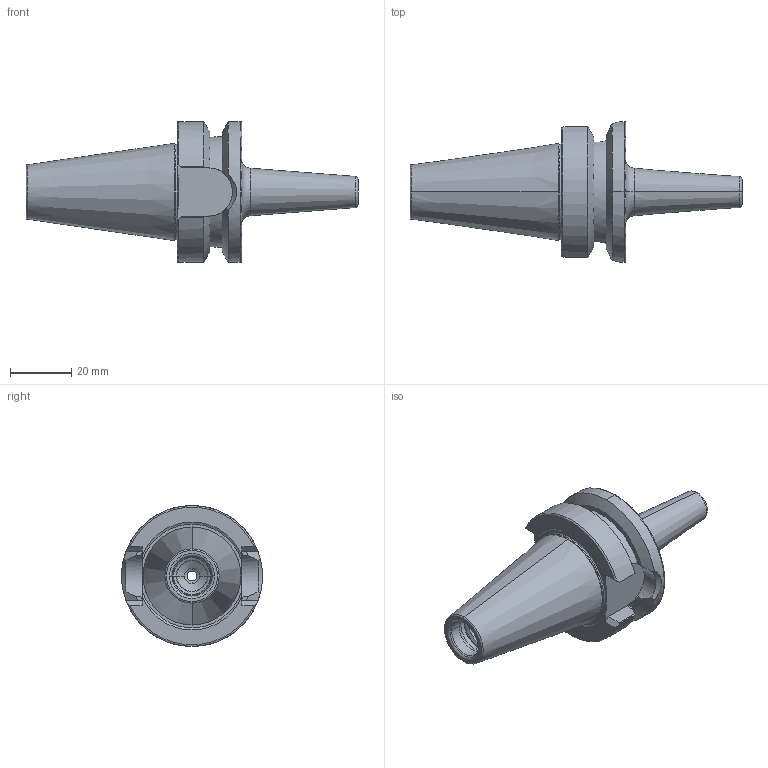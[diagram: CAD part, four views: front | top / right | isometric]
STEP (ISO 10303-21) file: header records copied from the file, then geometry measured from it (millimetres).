
FILE_DESCRIPTION((''),'2;1');
FILE_NAME('CBT30SHANK_3D_20131112','2020-02-24T08:42:26',('eos'),(''),'CREO PARAMETRIC BY PTC INC, 2018500','CREO PARAMETRIC BY PTC INC, 2018500','');
FILE_SCHEMA(('CONFIG_CONTROL_DESIGN'));
Length unit declared in the file: millimetre
Products named in the file (1): CBT30SHANK_3D_20131112
Bounding box: 108.4 x 46 x 46 mm (x, y, z)
Volume: 52281.4 mm3; surface area: 15102.2 mm2
Topology: 1 solids, 2 shells, 100 faces, 246 edges, 152 vertices
Faces by surface type: cone 28, cylinder 28, plane 26, torus 18
Entity records: 3096 total; most frequent: CARTESIAN_POINT 671, DIRECTION 522, ORIENTED_EDGE 488, EDGE_CURVE 246, AXIS2_PLACEMENT_3D 215, VERTEX_POINT 152, CIRCLE 114, EDGE_LOOP 106
